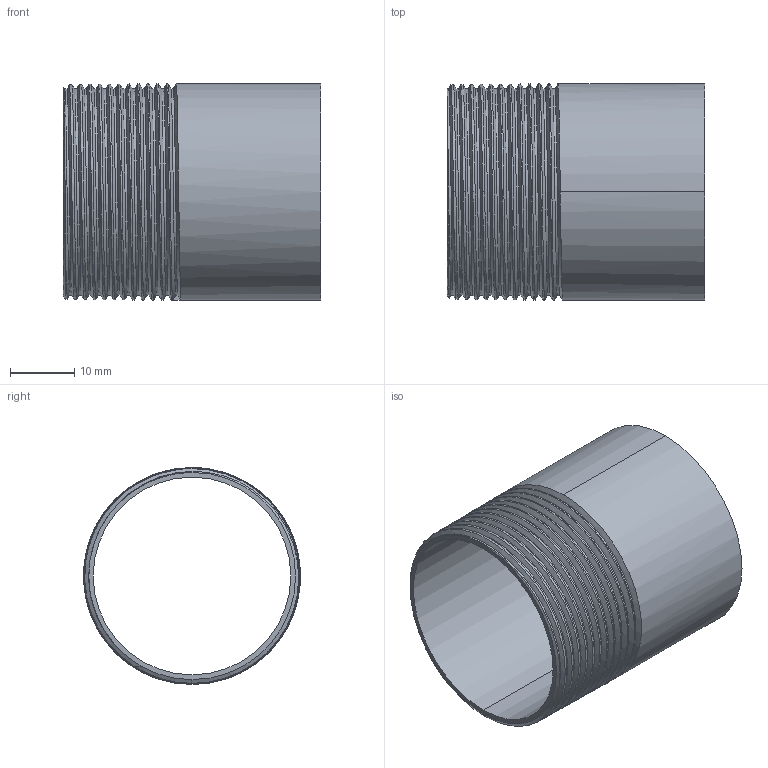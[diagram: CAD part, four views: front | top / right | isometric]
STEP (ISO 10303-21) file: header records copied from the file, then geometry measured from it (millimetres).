
FILE_DESCRIPTION (( 'STEP AP203' ), '1' );
FILE_NAME ('3D_R208-_1x40_17143060.STEP', '2024-08-15T14:18:39', ( '' ), ( '' ), 'SwSTEP 2.0', 'SolidWorks 2024', '' );
FILE_SCHEMA (( 'CONFIG_CONTROL_DESIGN' ));
Length unit declared in the file: millimetre
Products named in the file (1): 3D_R208-_1x40_17143060
Bounding box: 40 x 33.7 x 33.7 mm (x, y, z)
Volume: 5201.5 mm3; surface area: 9288.7 mm2
Topology: 1 solids, 1 shells, 37 faces, 101 edges, 66 vertices
Faces by surface type: cone 27, cylinder 4, plane 3, bspline 3
Entity records: 4925 total; most frequent: CARTESIAN_POINT 4022, ORIENTED_EDGE 202, DIRECTION 127, EDGE_CURVE 101, VERTEX_POINT 66, B_SPLINE_CURVE_WITH_KNOTS 52, AXIS2_PLACEMENT_3D 47, EDGE_LOOP 39
